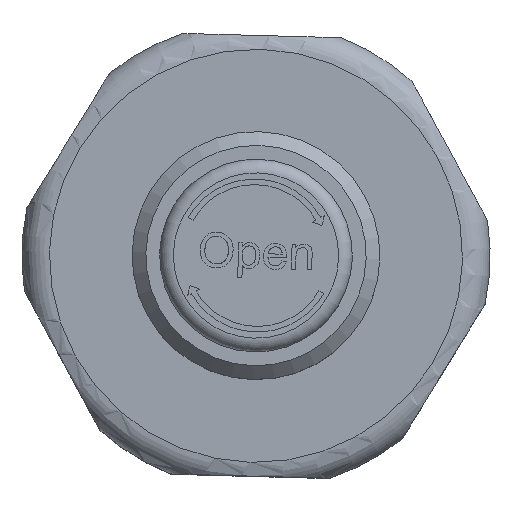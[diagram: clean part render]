
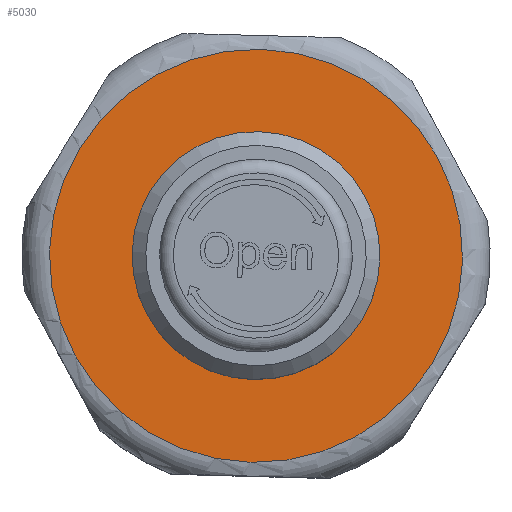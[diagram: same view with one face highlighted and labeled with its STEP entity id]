
A CAD part, top view. The second image highlights one B-rep face of the part: STEP entity #5030.
In plain terms, the highlighted planar face has unit normal (0, 0, 1).
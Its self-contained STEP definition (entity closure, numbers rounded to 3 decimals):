
#524=CARTESIAN_POINT('',(0.464,7.173,22.142));
#525=VERTEX_POINT('',#524);
#526=CARTESIAN_POINT('',(0.274,0.175,22.142));
#527=DIRECTION('',(0.,0.,1.0));
#528=DIRECTION('',(0.027,1.,0.));
#529=AXIS2_PLACEMENT_3D('',#526,#527,#528);
#530=CIRCLE('',#529,7.);
#531=EDGE_CURVE('',#525,#525,#530,.T.);
#4987=CARTESIAN_POINT('',(0.681,15.17,22.142));
#4988=VERTEX_POINT('',#4987);
#4989=CARTESIAN_POINT('',(0.274,0.175,22.142));
#4990=DIRECTION('',(0.,0.,1.0));
#4991=DIRECTION('',(0.027,1.,0.));
#4992=AXIS2_PLACEMENT_3D('',#4989,#4990,#4991);
#4993=CIRCLE('',#4992,15.);
#4994=EDGE_CURVE('',#4988,#4988,#4993,.T.);
#5019=CARTESIAN_POINT('',(0.572,11.171,22.142));
#5020=DIRECTION('',(0.0,0.0,1.0));
#5021=DIRECTION('',(-1.,0.027,0.0));
#5022=AXIS2_PLACEMENT_3D('',#5019,#5020,#5021);
#5023=PLANE('',#5022);
#5024=ORIENTED_EDGE('',*,*,#4994,.T.);
#5025=EDGE_LOOP('',(#5024));
#5026=FACE_OUTER_BOUND('',#5025,.T.);
#5027=ORIENTED_EDGE('',*,*,#531,.F.);
#5028=EDGE_LOOP('',(#5027));
#5029=FACE_BOUND('',#5028,.T.);
#5030=ADVANCED_FACE('',(#5026,#5029),#5023,.T.);
